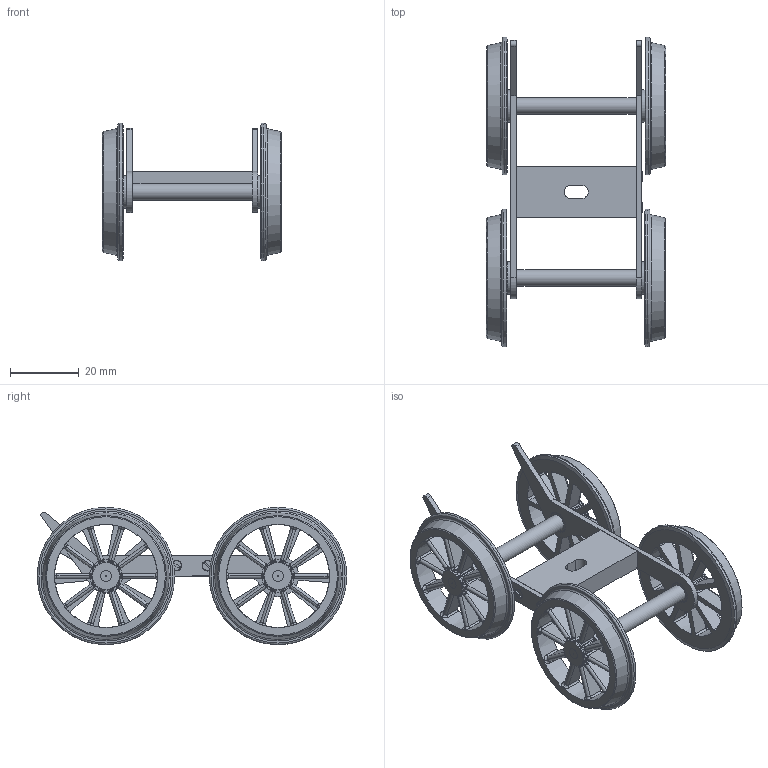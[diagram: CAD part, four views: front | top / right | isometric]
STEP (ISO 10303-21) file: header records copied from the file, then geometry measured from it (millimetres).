
FILE_DESCRIPTION(/* description */ ('Unknown'),/* implementation_level */ '2;1');
FILE_NAME(/* name */ 'Bogie assembly',/* time_stamp */ '2020-05-02T18:02:38+01:00',/* author */ ('Unknown'),/* organization */ ('Unknown'),/* preprocessor_version */ 'ST-DEVELOPER v16.7',/* originating_system */ 'Solid Edge',/* authorisation */ 'Unknown');
FILE_SCHEMA (('AUTOMOTIVE_DESIGN {1 0 10303 214 3 1 1}'));
Length unit declared in the file: millimetre
Products named in the file (8): Bogie assembly; 8BA CS screw_0; Bogie wheel; bogie axle; Bogie bearings; bogie frame(R); bogie frame(L); Bogie bolster
Assembly tree (17 placements, depth 2):
  Bogie assembly
    8BA CS screw_0  x4
    Bogie wheel  x4
    bogie axle  x2
    Bogie bearings  x4
    bogie frame(R)
    bogie frame(L)
    Bogie bolster
Bounding box: 52.15 x 89.95 x 39.95 mm (x, y, z)
Volume: 19384 mm3; surface area: 21667.3 mm2
Topology: 17 solids, 17 shells, 830 faces, 2034 edges, 1218 vertices
Faces by surface type: cylinder 322, plane 192, bspline 184, torus 108, cone 24
Full cylindrical faces by diameter (mm): 0.2 x2, 0.3 x2, 1.8 x12, 3.2 x8, 4.763 x6, 6 x4, 6.35 x4, 8 x4, 9.525 x4, 30 x4, 39.953 x4
Entity records: 8612 total; most frequent: CARTESIAN_POINT 2784, DIRECTION 1166, ORIENTED_EDGE 1128, EDGE_CURVE 564, AXIS2_PLACEMENT_3D 486, VERTEX_POINT 364, EDGE_LOOP 330, FACE_BOUND 330
